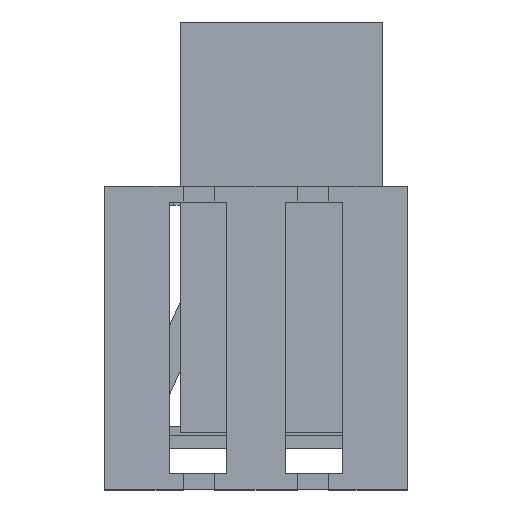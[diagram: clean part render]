
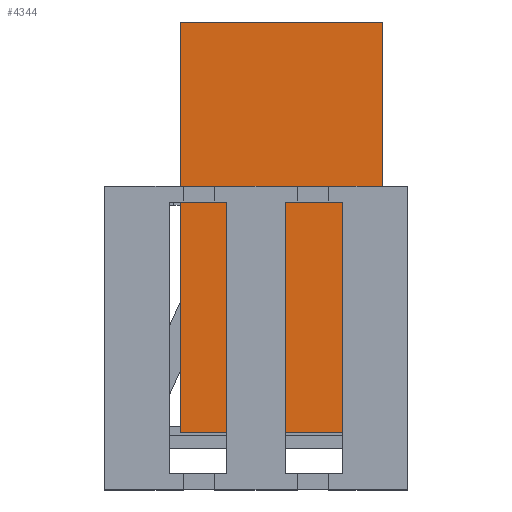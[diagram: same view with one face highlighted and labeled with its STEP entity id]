
A CAD part, top view. The second image highlights one B-rep face of the part: STEP entity #4344.
In plain terms, the highlighted planar face has unit normal (0, 0, 1).
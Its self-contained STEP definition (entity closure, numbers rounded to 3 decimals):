
#233=FACE_OUTER_BOUND('',#459,.T.);
#459=EDGE_LOOP('',(#3667,#3668,#3669,#3670));
#970=LINE('',#6572,#1573);
#978=LINE('',#6587,#1581);
#979=LINE('',#6589,#1582);
#980=LINE('',#6590,#1583);
#1573=VECTOR('',#5386,10.);
#1581=VECTOR('',#5398,10.);
#1582=VECTOR('',#5401,10.);
#1583=VECTOR('',#5402,10.);
#2026=VERTEX_POINT('',#6568);
#2028=VERTEX_POINT('',#6571);
#2032=VERTEX_POINT('',#6583);
#2033=VERTEX_POINT('',#6585);
#2588=EDGE_CURVE('',#2026,#2028,#970,.T.);
#2596=EDGE_CURVE('',#2032,#2033,#978,.T.);
#2597=EDGE_CURVE('',#2032,#2026,#979,.T.);
#2598=EDGE_CURVE('',#2028,#2033,#980,.T.);
#3667=ORIENTED_EDGE('',*,*,#2597,.F.);
#3668=ORIENTED_EDGE('',*,*,#2596,.T.);
#3669=ORIENTED_EDGE('',*,*,#2598,.F.);
#3670=ORIENTED_EDGE('',*,*,#2588,.F.);
#4146=PLANE('',#4572);
#4344=ADVANCED_FACE('',(#233),#4146,.T.);
#4572=AXIS2_PLACEMENT_3D('',#6588,#5399,#5400);
#5386=DIRECTION('',(0.,1.,0.));
#5398=DIRECTION('',(0.,1.,0.));
#5399=DIRECTION('center_axis',(0.,0.,1.));
#5400=DIRECTION('ref_axis',(1.,0.,0.));
#5401=DIRECTION('',(-1.,0.,0.));
#5402=DIRECTION('',(1.,0.,0.));
#6568=CARTESIAN_POINT('',(-12.,34.,20.));
#6571=CARTESIAN_POINT('',(-12.,99.,20.));
#6572=CARTESIAN_POINT('',(-12.,34.,20.));
#6583=CARTESIAN_POINT('',(20.,34.,20.));
#6585=CARTESIAN_POINT('',(20.,99.,20.));
#6587=CARTESIAN_POINT('',(20.,34.,20.));
#6588=CARTESIAN_POINT('Origin',(-12.,34.,20.));
#6589=CARTESIAN_POINT('',(20.,34.,20.));
#6590=CARTESIAN_POINT('',(20.,99.,20.));
